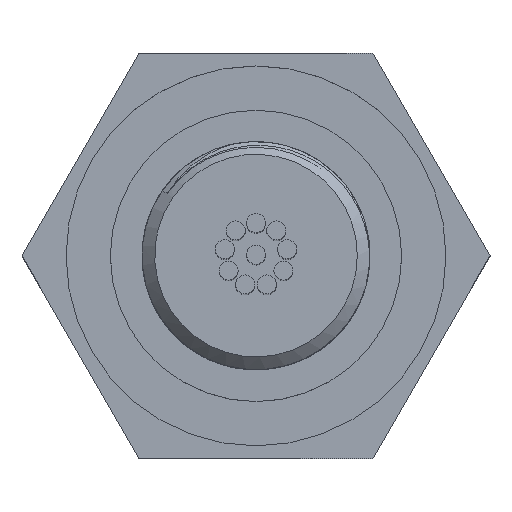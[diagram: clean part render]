
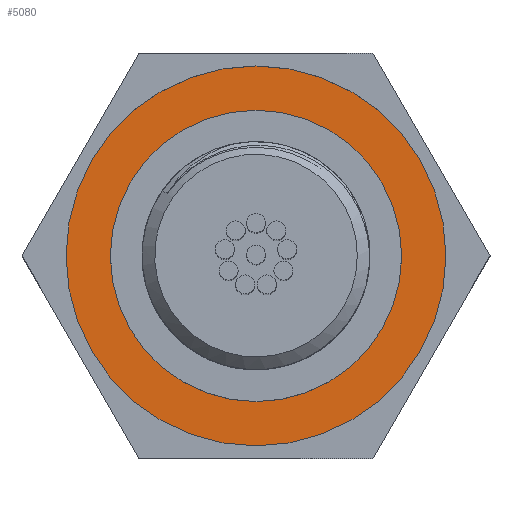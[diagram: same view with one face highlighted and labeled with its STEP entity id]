
A CAD part, top view. The second image highlights one B-rep face of the part: STEP entity #5080.
In plain terms, the highlighted planar face has unit normal (0, 0, 1).
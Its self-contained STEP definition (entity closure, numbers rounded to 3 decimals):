
#1291=FACE_BOUND($,#2035,.T.);
#1292=FACE_BOUND($,#2036,.T.);
#2035=EDGE_LOOP($,(#4643));
#2036=EDGE_LOOP($,(#4644));
#2126=CIRCLE($,#5353,11.5);
#2128=CIRCLE($,#5356,15.);
#2607=VERTEX_POINT($,#11229);
#2609=VERTEX_POINT($,#11234);
#3288=EDGE_CURVE($,#2607,#2607,#2126,.T.);
#3290=EDGE_CURVE($,#2609,#2609,#2128,.T.);
#4643=ORIENTED_EDGE($,*,*,#3288,.F.);
#4644=ORIENTED_EDGE($,*,*,#3290,.T.);
#4774=PLANE($,#5358);
#5080=ADVANCED_FACE($,(#1291,#1292),#4774,.F.);
#5353=AXIS2_PLACEMENT_3D($,#11230,#6242,#6243);
#5356=AXIS2_PLACEMENT_3D($,#11235,#6248,#6249);
#5358=AXIS2_PLACEMENT_3D($,#11238,#6252,#6253);
#6242=DIRECTION('center_axis',(0.,0.,1.));
#6243=DIRECTION('ref_axis',(-1.,0.,0.));
#6248=DIRECTION('center_axis',(0.,0.,1.));
#6249=DIRECTION('ref_axis',(-1.,0.,0.));
#6252=DIRECTION('center_axis',(0.,0.,-1.));
#6253=DIRECTION('ref_axis',(-1.,0.,0.));
#11229=CARTESIAN_POINT('',(11.5,0.,7.18));
#11230=CARTESIAN_POINT('Origin',(0.,0.,7.18));
#11234=CARTESIAN_POINT('',(15.,0.,7.18));
#11235=CARTESIAN_POINT('Origin',(0.,0.,7.18));
#11238=CARTESIAN_POINT('Origin',(0.,0.,7.18));
